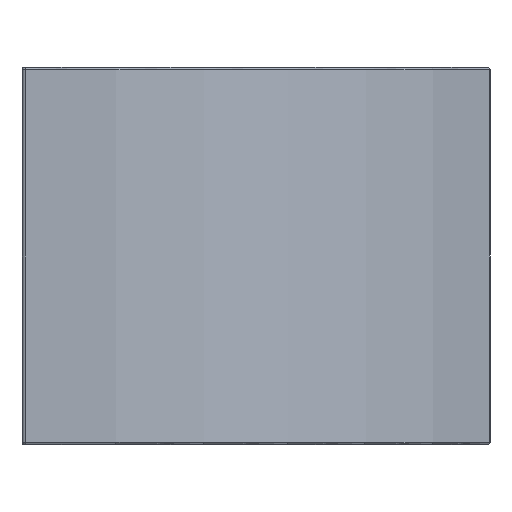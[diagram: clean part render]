
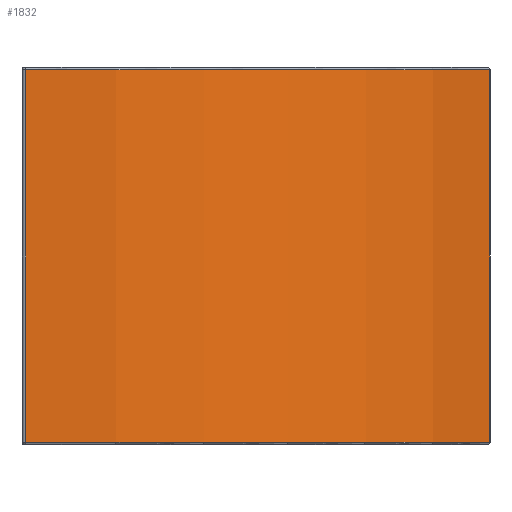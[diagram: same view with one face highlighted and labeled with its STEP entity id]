
A CAD part, left-side view. The second image highlights one B-rep face of the part: STEP entity #1832.
In plain terms, the highlighted cylindrical face has radius 70 mm (diameter 140 mm), a partial arc.
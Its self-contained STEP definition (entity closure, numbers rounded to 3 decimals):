
#210=LINE('',#3426,#317);
#211=LINE('',#3430,#318);
#317=VECTOR('',#2458,10.);
#318=VECTOR('',#2463,10.);
#399=CYLINDRICAL_SURFACE('',#2096,70.);
#449=FACE_OUTER_BOUND('',#561,.T.);
#561=EDGE_LOOP('',(#1443,#1444,#1445,#1446));
#719=CIRCLE('',#2087,70.);
#724=CIRCLE('',#2097,70.);
#845=VERTEX_POINT('',#3391);
#847=VERTEX_POINT('',#3397);
#852=VERTEX_POINT('',#3425);
#853=VERTEX_POINT('',#3429);
#1061=EDGE_CURVE('',#847,#845,#719,.T.);
#1070=EDGE_CURVE('',#845,#852,#210,.T.);
#1072=EDGE_CURVE('',#847,#853,#211,.T.);
#1073=EDGE_CURVE('',#852,#853,#724,.T.);
#1443=ORIENTED_EDGE('',*,*,#1061,.F.);
#1444=ORIENTED_EDGE('',*,*,#1072,.T.);
#1445=ORIENTED_EDGE('',*,*,#1073,.F.);
#1446=ORIENTED_EDGE('',*,*,#1070,.F.);
#1832=ADVANCED_FACE('',(#449),#399,.T.);
#2087=AXIS2_PLACEMENT_3D('',#3408,#2437,#2438);
#2096=AXIS2_PLACEMENT_3D('',#3428,#2461,#2462);
#2097=AXIS2_PLACEMENT_3D('',#3431,#2464,#2465);
#2437=DIRECTION('center_axis',(0.,0.,1.));
#2438=DIRECTION('ref_axis',(0.894,-0.449,0.));
#2458=DIRECTION('',(0.,0.,-1.));
#2461=DIRECTION('center_axis',(0.,0.,1.));
#2462=DIRECTION('ref_axis',(-0.557,0.83,0.));
#2463=DIRECTION('',(0.,0.,-1.));
#2464=DIRECTION('center_axis',(0.,0.,-1.));
#2465=DIRECTION('ref_axis',(0.894,-0.449,0.));
#3391=CARTESIAN_POINT('',(69.918,3.395,24.7));
#3397=CARTESIAN_POINT('',(39.,-58.129,24.7));
#3408=CARTESIAN_POINT('Origin',(0.,0.,24.7));
#3425=CARTESIAN_POINT('',(69.918,3.395,-24.7));
#3426=CARTESIAN_POINT('',(69.918,3.395,0.));
#3428=CARTESIAN_POINT('Origin',(0.,0.,0.));
#3429=CARTESIAN_POINT('',(39.,-58.129,-24.7));
#3430=CARTESIAN_POINT('',(39.,-58.129,0.));
#3431=CARTESIAN_POINT('Origin',(0.,0.,-24.7));
